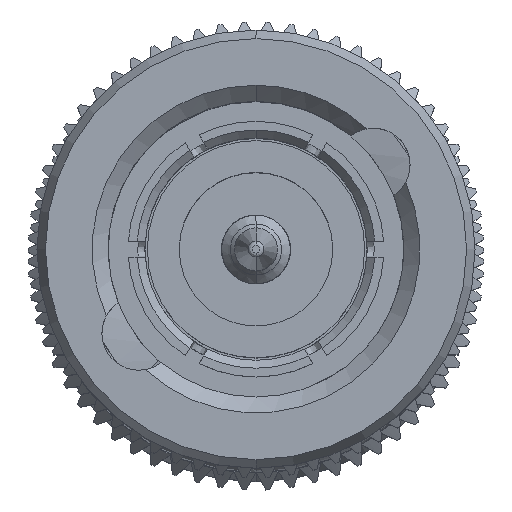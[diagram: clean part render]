
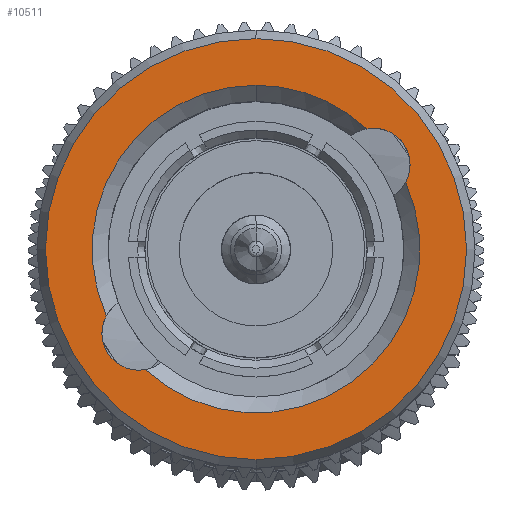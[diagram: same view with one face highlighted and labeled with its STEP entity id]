
A CAD part, top view. The second image highlights one B-rep face of the part: STEP entity #10511.
In plain terms, the highlighted face is planar.
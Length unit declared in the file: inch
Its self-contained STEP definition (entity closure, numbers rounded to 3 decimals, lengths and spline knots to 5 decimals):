
#37 = ORIENTED_EDGE ( 'NONE', *, *, #1936, .T. ) ;
#553 = DIRECTION ( 'NONE',  ( 1., 0., 0. ) ) ;
#612 = AXIS2_PLACEMENT_3D ( 'NONE', #10079, #13803, #11494 ) ;
#999 = DIRECTION ( 'NONE',  ( 1., 0., 0. ) ) ;
#1000 = CARTESIAN_POINT ( 'NONE',  ( 0.33873, 0., 0. ) ) ;
#1039 = AXIS2_PLACEMENT_3D ( 'NONE', #1000, #14103, #6859 ) ;
#1288 = AXIS2_PLACEMENT_3D ( 'NONE', #7464, #14472, #12309 ) ;
#1728 = EDGE_CURVE ( 'NONE', #5806, #8351, #10546, .T. ) ;
#1936 = EDGE_CURVE ( 'NONE', #15345, #10803, #13614, .T. ) ;
#2418 = ORIENTED_EDGE ( 'NONE', *, *, #7924, .T. ) ;
#2677 = DIRECTION ( 'NONE',  ( 1., 0., 0. ) ) ;
#2700 = ORIENTED_EDGE ( 'NONE', *, *, #13342, .T. ) ;
#2847 = CARTESIAN_POINT ( 'NONE',  ( 0.33873, 0.18721, -0.08339 ) ) ;
#2874 = CARTESIAN_POINT ( 'NONE',  ( 0.33873, 0., -0.26339 ) ) ;
#3296 = ORIENTED_EDGE ( 'NONE', *, *, #7395, .T. ) ;
#3598 = CIRCLE ( 'NONE', #1039, 0.20494 ) ;
#3618 = DIRECTION ( 'NONE',  ( 1., 0., 0. ) ) ;
#3969 = DIRECTION ( 'NONE',  ( 1., 0., 0. ) ) ;
#3990 = CARTESIAN_POINT ( 'NONE',  ( 0.33873, 0.14666, -0.10533 ) ) ;
#5002 = CARTESIAN_POINT ( 'NONE',  ( 0.33873, 0., 0. ) ) ;
#5078 = ORIENTED_EDGE ( 'NONE', *, *, #1728, .F. ) ;
#5206 = DIRECTION ( 'NONE',  ( 0., 0., 1. ) ) ;
#5641 = CIRCLE ( 'NONE', #15607, 0.26339 ) ;
#5735 = VERTEX_POINT ( 'NONE', #6341 ) ;
#5764 = CARTESIAN_POINT ( 'NONE',  ( 0.33873, 0.13882, -0.15077 ) ) ;
#5806 = VERTEX_POINT ( 'NONE', #2874 ) ;
#6073 = CARTESIAN_POINT ( 'NONE',  ( 0.33873, 0., 0.26339 ) ) ;
#6182 = EDGE_LOOP ( 'NONE', ( #5078, #14340 ) ) ;
#6322 = ORIENTED_EDGE ( 'NONE', *, *, #14314, .T. ) ;
#6341 = CARTESIAN_POINT ( 'NONE',  ( 0.33873, -0.18721, 0.08339 ) ) ;
#6541 = VERTEX_POINT ( 'NONE', #12497 ) ;
#6735 = AXIS2_PLACEMENT_3D ( 'NONE', #3990, #553, #5206 ) ;
#6859 = DIRECTION ( 'NONE',  ( 0., 0., 1. ) ) ;
#6959 = AXIS2_PLACEMENT_3D ( 'NONE', #14833, #2677, #9247 ) ;
#7167 = AXIS2_PLACEMENT_3D ( 'NONE', #12232, #3618, #10807 ) ;
#7387 = FACE_OUTER_BOUND ( 'NONE', #6182, .T. ) ;
#7395 = EDGE_CURVE ( 'NONE', #9520, #12571, #12829, .T. ) ;
#7464 = CARTESIAN_POINT ( 'NONE',  ( 0.33873, -0.14666, 0.10533 ) ) ;
#7492 = DIRECTION ( 'NONE',  ( 0., 0., -1. ) ) ;
#7791 = EDGE_CURVE ( 'NONE', #6541, #5735, #8210, .T. ) ;
#7924 = EDGE_CURVE ( 'NONE', #5735, #9520, #3598, .T. ) ;
#8154 = EDGE_LOOP ( 'NONE', ( #2418, #3296, #6322, #37, #2700, #14436 ) ) ;
#8210 = CIRCLE ( 'NONE', #9724, 0.04611 ) ;
#8351 = VERTEX_POINT ( 'NONE', #6073 ) ;
#8793 = CARTESIAN_POINT ( 'NONE',  ( 0.33873, -0.14666, 0.10533 ) ) ;
#8796 = EDGE_CURVE ( 'NONE', #8351, #5806, #5641, .T. ) ;
#9247 = DIRECTION ( 'NONE',  ( 0., 0., 1. ) ) ;
#9520 = VERTEX_POINT ( 'NONE', #5764 ) ;
#9531 = CARTESIAN_POINT ( 'NONE',  ( 0.33873, 0., 0.20494 ) ) ;
#9724 = AXIS2_PLACEMENT_3D ( 'NONE', #8793, #3969, #15157 ) ;
#9874 = DIRECTION ( 'NONE',  ( 1., 0., 0. ) ) ;
#10079 = CARTESIAN_POINT ( 'NONE',  ( 0.33873, 0., 0. ) ) ;
#10511 = ADVANCED_FACE ( 'NONE', ( #15680, #7387 ), #15604, .F. ) ;
#10546 = CIRCLE ( 'NONE', #12581, 0.26339 ) ;
#10748 = CIRCLE ( 'NONE', #1288, 0.04611 ) ;
#10803 = VERTEX_POINT ( 'NONE', #13116 ) ;
#10807 = DIRECTION ( 'NONE',  ( 0., 0., -1. ) ) ;
#10975 = DIRECTION ( 'NONE',  ( 0., 0., -1. ) ) ;
#11494 = DIRECTION ( 'NONE',  ( 0., 0., 1. ) ) ;
#12232 = CARTESIAN_POINT ( 'NONE',  ( 0.33873, 0., -0.26339 ) ) ;
#12309 = DIRECTION ( 'NONE',  ( 0., 0., 1. ) ) ;
#12497 = CARTESIAN_POINT ( 'NONE',  ( 0.33873, -0.14666, 0.15144 ) ) ;
#12571 = VERTEX_POINT ( 'NONE', #2847 ) ;
#12581 = AXIS2_PLACEMENT_3D ( 'NONE', #5002, #9874, #7492 ) ;
#12829 = CIRCLE ( 'NONE', #6735, 0.04611 ) ;
#13116 = CARTESIAN_POINT ( 'NONE',  ( 0.33873, -0.13882, 0.15077 ) ) ;
#13298 = CARTESIAN_POINT ( 'NONE',  ( 0.33873, 0., 0. ) ) ;
#13342 = EDGE_CURVE ( 'NONE', #10803, #6541, #10748, .T. ) ;
#13614 = CIRCLE ( 'NONE', #612, 0.20494 ) ;
#13803 = DIRECTION ( 'NONE',  ( 1., 0., 0. ) ) ;
#13804 = CIRCLE ( 'NONE', #6959, 0.20494 ) ;
#14103 = DIRECTION ( 'NONE',  ( 1., 0., 0. ) ) ;
#14314 = EDGE_CURVE ( 'NONE', #12571, #15345, #13804, .T. ) ;
#14340 = ORIENTED_EDGE ( 'NONE', *, *, #8796, .F. ) ;
#14436 = ORIENTED_EDGE ( 'NONE', *, *, #7791, .T. ) ;
#14472 = DIRECTION ( 'NONE',  ( 1., 0., 0. ) ) ;
#14833 = CARTESIAN_POINT ( 'NONE',  ( 0.33873, 0., 0. ) ) ;
#15157 = DIRECTION ( 'NONE',  ( 0., 0., 1. ) ) ;
#15345 = VERTEX_POINT ( 'NONE', #9531 ) ;
#15604 = PLANE ( 'NONE',  #7167 ) ;
#15607 = AXIS2_PLACEMENT_3D ( 'NONE', #13298, #999, #10975 ) ;
#15680 = FACE_BOUND ( 'NONE', #8154, .T. ) ;
